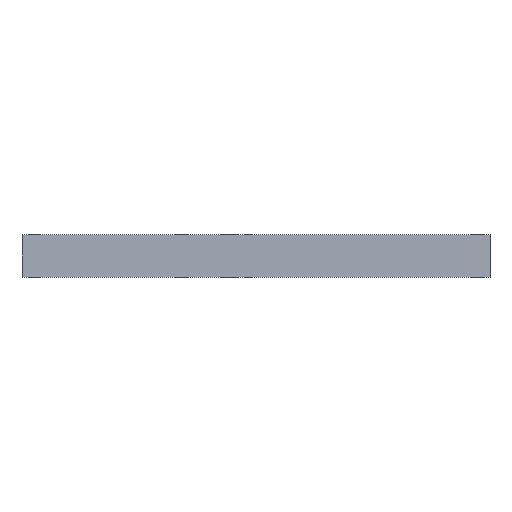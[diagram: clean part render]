
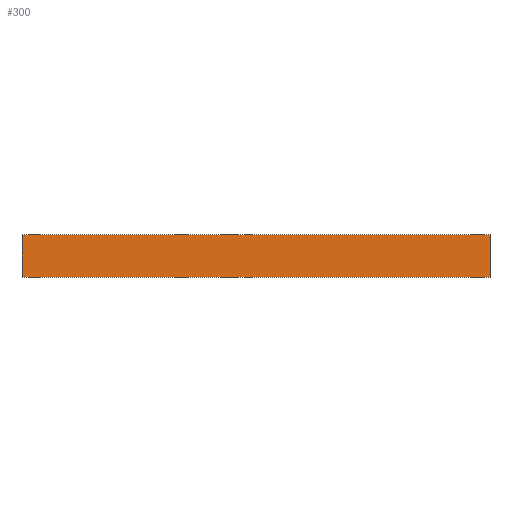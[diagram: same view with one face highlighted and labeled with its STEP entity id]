
A CAD part, left-side view. The second image highlights one B-rep face of the part: STEP entity #300.
In plain terms, the highlighted planar face has unit normal (-0.999, 0, 0.052).
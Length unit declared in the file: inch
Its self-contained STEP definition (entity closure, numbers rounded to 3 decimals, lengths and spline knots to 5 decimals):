
#2 = VERTEX_POINT ( 'NONE', #1242 ) ;
#4 = EDGE_CURVE ( 'NONE', #8, #2, #1241, .T. ) ;
#5 = VERTEX_POINT ( 'NONE', #1232 ) ;
#8 = VERTEX_POINT ( 'NONE', #1267 ) ;
#9 = EDGE_LOOP ( 'NONE', ( #303, #305, #301, #12 ) ) ;
#12 = ORIENTED_EDGE ( 'NONE', *, *, #18, .T. ) ;
#18 = EDGE_CURVE ( 'NONE', #302, #2, #1247, .T. ) ;
#300 = ADVANCED_FACE ( 'NONE', ( #1804 ), #1757, .T. ) ;
#301 = ORIENTED_EDGE ( 'NONE', *, *, #306, .T. ) ;
#302 = VERTEX_POINT ( 'NONE', #1809 ) ;
#303 = ORIENTED_EDGE ( 'NONE', *, *, #4, .F. ) ;
#304 = EDGE_CURVE ( 'NONE', #5, #8, #1803, .T. ) ;
#305 = ORIENTED_EDGE ( 'NONE', *, *, #304, .F. ) ;
#306 = EDGE_CURVE ( 'NONE', #5, #302, #1786, .T. ) ;
#1228 = DIRECTION ( 'NONE',  ( 0.052, 0., 0.999 ) ) ;
#1229 = VECTOR ( 'NONE', #1228, 39.37008 ) ;
#1230 = CARTESIAN_POINT ( 'NONE',  ( -1.81362, 0., 0. ) ) ;
#1232 = CARTESIAN_POINT ( 'NONE',  ( -1.81362, -7.52, 0. ) ) ;
#1241 = LINE ( 'NONE', #1230, #1229 ) ;
#1242 = CARTESIAN_POINT ( 'NONE',  ( -1.77777, 0., 0.684 ) ) ;
#1243 = DIRECTION ( 'NONE',  ( 0., 1., 0. ) ) ;
#1244 = VECTOR ( 'NONE', #1243, 39.37008 ) ;
#1245 = CARTESIAN_POINT ( 'NONE',  ( -1.77777, -7.52, 0.684 ) ) ;
#1247 = LINE ( 'NONE', #1245, #1244 ) ;
#1267 = CARTESIAN_POINT ( 'NONE',  ( -1.81362, 0., 0. ) ) ;
#1757 = PLANE ( 'NONE',  #1805 ) ;
#1783 = DIRECTION ( 'NONE',  ( 0.052, 0., 0.999 ) ) ;
#1784 = VECTOR ( 'NONE', #1783, 39.37008 ) ;
#1785 = CARTESIAN_POINT ( 'NONE',  ( -1.81362, -7.52, 0. ) ) ;
#1786 = LINE ( 'NONE', #1785, #1784 ) ;
#1791 = DIRECTION ( 'NONE',  ( 0., 1., 0. ) ) ;
#1792 = VECTOR ( 'NONE', #1791, 39.37008 ) ;
#1793 = CARTESIAN_POINT ( 'NONE',  ( -1.81362, -7.52, 0. ) ) ;
#1796 = DIRECTION ( 'NONE',  ( 0.052, 0., 0.999 ) ) ;
#1797 = DIRECTION ( 'NONE',  ( -0.999, 0., 0.052 ) ) ;
#1798 = CARTESIAN_POINT ( 'NONE',  ( -1.81362, -7.52, 0. ) ) ;
#1803 = LINE ( 'NONE', #1793, #1792 ) ;
#1804 = FACE_OUTER_BOUND ( 'NONE', #9, .T. ) ;
#1805 = AXIS2_PLACEMENT_3D ( 'NONE', #1798, #1797, #1796 ) ;
#1809 = CARTESIAN_POINT ( 'NONE',  ( -1.77777, -7.52, 0.684 ) ) ;
